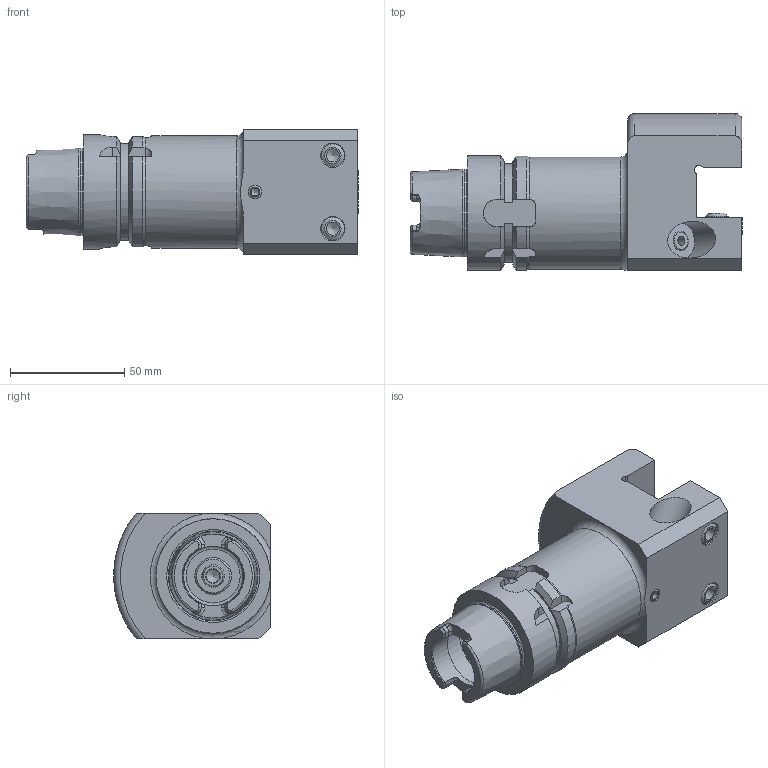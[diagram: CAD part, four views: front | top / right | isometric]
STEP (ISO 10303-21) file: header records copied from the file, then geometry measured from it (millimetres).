
FILE_DESCRIPTION((''),'2;1');
FILE_NAME('590004342120-3D.stp','2021-09-16T10:58:58',('nttooll'),(''),'Autodesk Inventor 2012','Autodesk Inventor 2012','');
FILE_SCHEMA(('AUTOMOTIVE_DESIGN { 1 0 10303 214 1 1 1 1 }'));
Length unit declared in the file: millimetre
Products named in the file (1): 590004342120-3D
Bounding box: 145 x 68.5 x 55 mm (x, y, z)
Volume: 281503.4 mm3; surface area: 42243.9 mm2
Topology: 1 solids, 2 shells, 207 faces, 511 edges, 324 vertices
Faces by surface type: plane 79, cylinder 61, cone 46, torus 17, sphere 4
Full cylindrical faces by diameter (mm): 2 x1, 2.887 x1, 3.464 x1, 4 x2, 4.3 x2, 5 x1, 5.2 x1, 5.774 x2, 6 x3, 6.4 x1, 9.5 x1, 10 x5, 10.5 x2, 15 x1, 16 x3, 26 x1, 26.6 x1, 32 x1, 37.9 x1, 49 x1, 50 x1
Entity records: 5894 total; most frequent: CARTESIAN_POINT 1420, DIRECTION 951, ORIENTED_EDGE 828, EDGE_CURVE 414, AXIS2_PLACEMENT_3D 400, VERTEX_POINT 298, EDGE_LOOP 298, FACE_OUTER_BOUND 207
